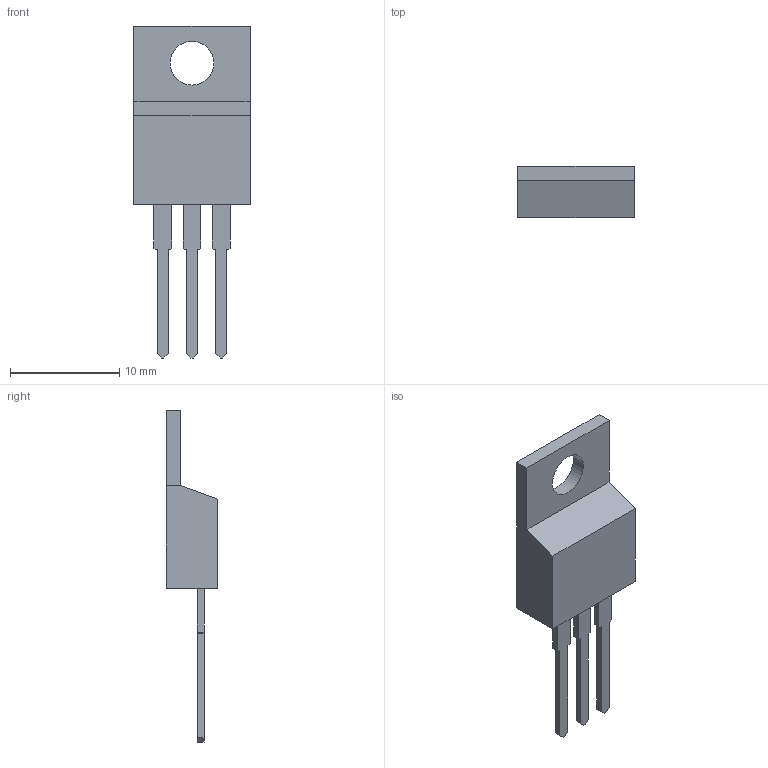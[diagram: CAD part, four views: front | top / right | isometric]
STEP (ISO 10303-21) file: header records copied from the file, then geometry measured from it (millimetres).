
FILE_DESCRIPTION(/* description */ (''),/* implementation_level */ '2;1');
FILE_NAME(/* name */ 'Package-TO-220.step',/* time_stamp */ '2023-10-24T09:51:46+02:00',/* author */ (''),/* organization */ (''),/* preprocessor_version */ 'ST-DEVELOPER v20',/* originating_system */ 'Autodesk Translation Framework v12.14.0.127',/* authorisation */ '');
FILE_SCHEMA (('AUTOMOTIVE_DESIGN { 1 0 10303 214 3 1 1 }'));
Length unit declared in the file: millimetre
Products named in the file (4): Package-TO-220; Leads; Plastic; Body
Assembly tree (3 placements, depth 2):
  Package-TO-220
    Leads
    Plastic
    Body
Bounding box: 10.67 x 4.7 x 30.34 mm (x, y, z)
Volume: 557.9 mm3; surface area: 902.8 mm2
Topology: 5 solids, 5 shells, 65 faces, 163 edges, 108 vertices
Faces by surface type: plane 64, cylinder 1
Full cylindrical faces by diameter (mm): 4 x1
Entity records: 2047 total; most frequent: CARTESIAN_POINT 344, ORIENTED_EDGE 326, DIRECTION 311, EDGE_CURVE 163, LINE 161, VECTOR 161, VERTEX_POINT 108, AXIS2_PLACEMENT_3D 75
